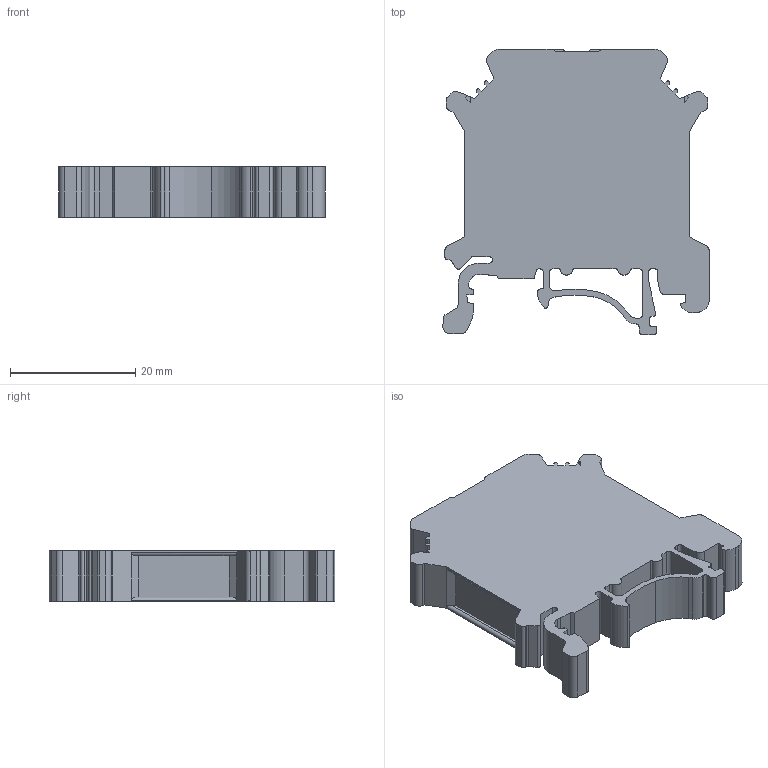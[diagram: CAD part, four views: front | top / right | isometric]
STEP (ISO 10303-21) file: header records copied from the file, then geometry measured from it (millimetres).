
FILE_DESCRIPTION(/* description */ (''),/* implementation_level */ '2;1');
FILE_NAME(/* name */ '306901.stp',/* time_stamp */ '2022-04-29T13:12:33+08:00',/* author */ (''),/* organization */ (''),/* preprocessor_version */ 'ST-DEVELOPER v16.7',/* originating_system */ 'SIEMENS PLM Software NX 12.0',/* authorisation */ '');
FILE_SCHEMA (('AUTOMOTIVE_DESIGN { 1 0 10303 214 3 1 1 1 }'));
Length unit declared in the file: millimetre
Products named in the file (1): SP3F1070E22zbe
Bounding box: 42.53 x 45.65 x 8.1 mm (x, y, z)
Volume: 10896.4 mm3; surface area: 5120.3 mm2
Topology: 1 solids, 1 shells, 217 faces, 630 edges, 418 vertices
Faces by surface type: plane 126, cylinder 87, extrusion 4
Entity records: 7313 total; most frequent: CARTESIAN_POINT 1427, ORIENTED_EDGE 1260, DIRECTION 1203, EDGE_CURVE 630, VECTOR 451, LINE 447, VERTEX_POINT 418, AXIS2_PLACEMENT_3D 376
